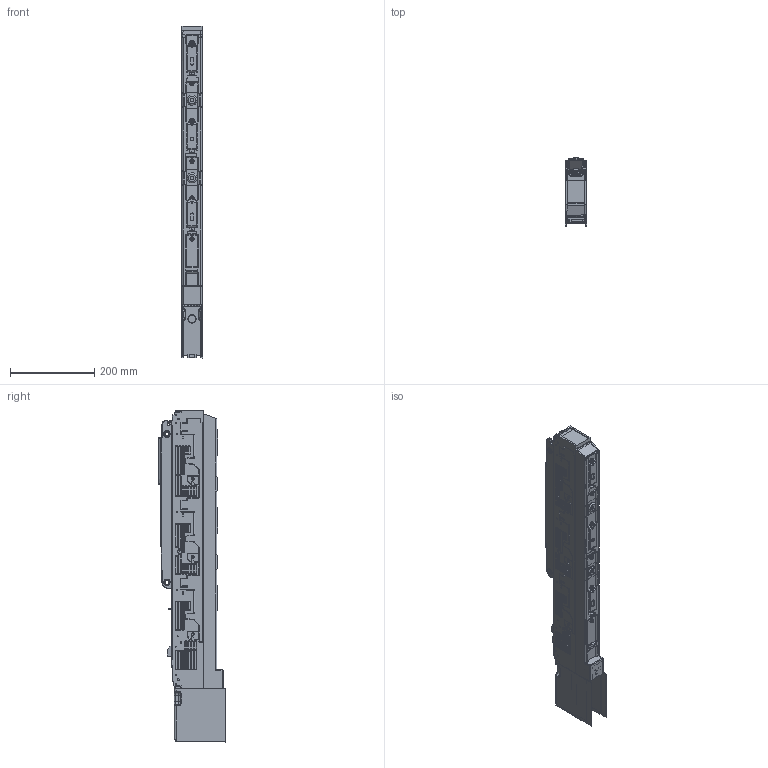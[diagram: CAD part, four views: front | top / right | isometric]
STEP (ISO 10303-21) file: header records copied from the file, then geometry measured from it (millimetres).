
FILE_DESCRIPTION(('OneSpaceDesigner STEP Export'),'2;1');
FILE_NAME('443 BTVC DT1M.stp','2019-03-25T11:49:58',(''),(''),'OneSpace Designer STEP processor for AP214 (Solid Model)','OneSpace Designer 14.00B 27-May-2006 (C) CoCreate Software GmbH','');
FILE_SCHEMA(('AUTOMOTIVE_DESIGN { 1 0 10303 214 1 1 1 1 }'));
Products named in the file (6): zocalo; 0204-Tapa-Conexiones; lateral; 443-BTVC-DT1M; 443-BTVC-DT1M.stp
Assembly tree (5 placements, depth 4):
  443-BTVC-DT1M.stp
    443-BTVC-DT1M.stp
      443-BTVC-DT1M
        lateral
        0204-Tapa-Conexiones
        zocalo
Bounding box: 51.03 x 161.13 x 790.07 mm (x, y, z)
Volume: 3214336.1 mm3; surface area: 555616 mm2
Topology: 3 solids, 18 shells, 5580 faces, 14961 edges, 9539 vertices
Faces by surface type: plane 2572, cylinder 1555, bspline 707, torus 436, cone 229, sphere 65, extrusion 16
Entity records: 238485 total; most frequent: CARTESIAN_POINT 107086, ORIENTED_EDGE 29918, DIRECTION 24443, EDGE_CURVE 14959, VERTEX_POINT 9539, VECTOR 8621, LINE 8610, AXIS2_PLACEMENT_3D 7911
